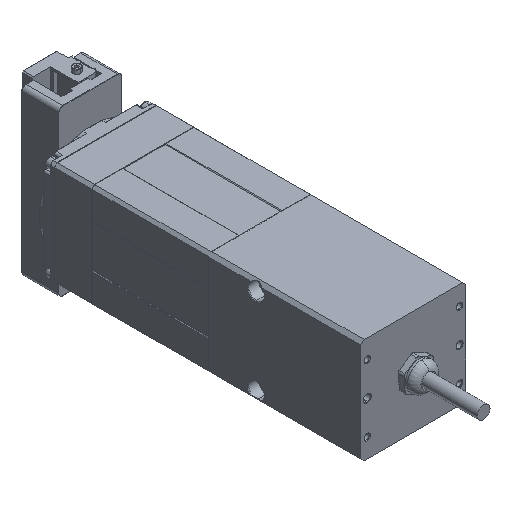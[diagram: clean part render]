
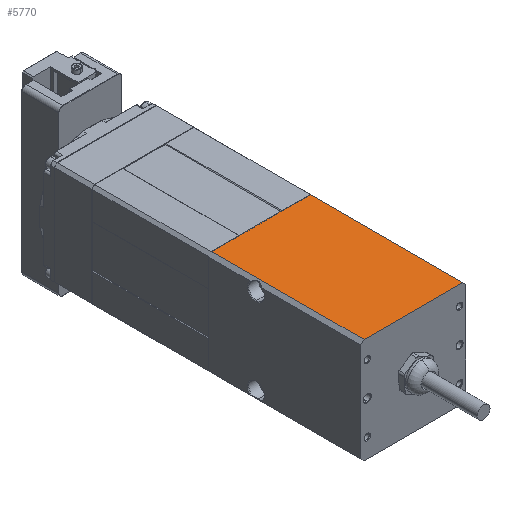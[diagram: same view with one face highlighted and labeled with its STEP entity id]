
A CAD part, isometric view. The second image highlights one B-rep face of the part: STEP entity #5770.
In plain terms, the highlighted planar face has unit normal (0, 0, 1).
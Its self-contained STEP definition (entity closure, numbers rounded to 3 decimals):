
#1121 = VECTOR ( 'NONE', #13724, 1000. ) ;
#1258 = CARTESIAN_POINT ( 'NONE',  ( 25., -129.3, 25. ) ) ;
#1302 = ORIENTED_EDGE ( 'NONE', *, *, #7079, .F. ) ;
#3155 = CARTESIAN_POINT ( 'NONE',  ( 25., -80.1, 25. ) ) ;
#4048 = FACE_OUTER_BOUND ( 'NONE', #17575, .T. ) ;
#4998 = VERTEX_POINT ( 'NONE', #11029 ) ;
#5148 = DIRECTION ( 'NONE',  ( 1., 0., 0. ) ) ;
#5357 = ORIENTED_EDGE ( 'NONE', *, *, #17468, .F. ) ;
#5770 = ADVANCED_FACE ( 'NONE', ( #4048 ), #18349, .F. ) ;
#5906 = CARTESIAN_POINT ( 'NONE',  ( -23.5, -56.6, 25. ) ) ;
#5955 = CARTESIAN_POINT ( 'NONE',  ( -23.5, -80.1, 25. ) ) ;
#7009 = DIRECTION ( 'NONE',  ( 0., -1., 0. ) ) ;
#7079 = EDGE_CURVE ( 'NONE', #13014, #16367, #14089, .T. ) ;
#7794 = DIRECTION ( 'NONE',  ( 1., 0., 0. ) ) ;
#8008 = EDGE_CURVE ( 'NONE', #4998, #13014, #13546, .T. ) ;
#8144 = CARTESIAN_POINT ( 'NONE',  ( 23.5, -56.6, 25. ) ) ;
#11029 = CARTESIAN_POINT ( 'NONE',  ( 23.5, -129.3, 25. ) ) ;
#11119 = ORIENTED_EDGE ( 'NONE', *, *, #8008, .F. ) ;
#11212 = ORIENTED_EDGE ( 'NONE', *, *, #18219, .F. ) ;
#12795 = CARTESIAN_POINT ( 'NONE',  ( 25., -56.6, 25. ) ) ;
#13014 = VERTEX_POINT ( 'NONE', #14786 ) ;
#13135 = CARTESIAN_POINT ( 'NONE',  ( 23.5, -80.1, 25. ) ) ;
#13539 = DIRECTION ( 'NONE',  ( -1., 0., 0. ) ) ;
#13546 = LINE ( 'NONE', #1258, #14513 ) ;
#13724 = DIRECTION ( 'NONE',  ( 0., 1., 0. ) ) ;
#14089 = LINE ( 'NONE', #5955, #1121 ) ;
#14513 = VECTOR ( 'NONE', #13539, 1000. ) ;
#14786 = CARTESIAN_POINT ( 'NONE',  ( -23.5, -129.3, 25. ) ) ;
#15324 = VECTOR ( 'NONE', #7009, 1000. ) ;
#15339 = DIRECTION ( 'NONE',  ( 0., 0., -1. ) ) ;
#16367 = VERTEX_POINT ( 'NONE', #5906 ) ;
#17040 = VECTOR ( 'NONE', #5148, 1000. ) ;
#17468 = EDGE_CURVE ( 'NONE', #16367, #19603, #17999, .T. ) ;
#17575 = EDGE_LOOP ( 'NONE', ( #11119, #11212, #5357, #1302 ) ) ;
#17969 = AXIS2_PLACEMENT_3D ( 'NONE', #3155, #15339, #7794 ) ;
#17999 = LINE ( 'NONE', #12795, #17040 ) ;
#18219 = EDGE_CURVE ( 'NONE', #19603, #4998, #18915, .T. ) ;
#18349 = PLANE ( 'NONE',  #17969 ) ;
#18915 = LINE ( 'NONE', #13135, #15324 ) ;
#19603 = VERTEX_POINT ( 'NONE', #8144 ) ;
